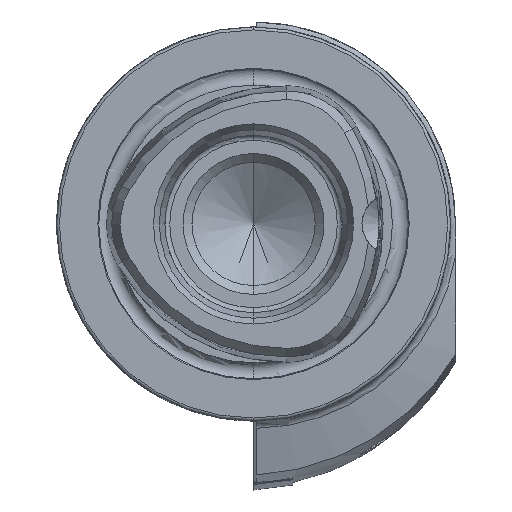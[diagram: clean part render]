
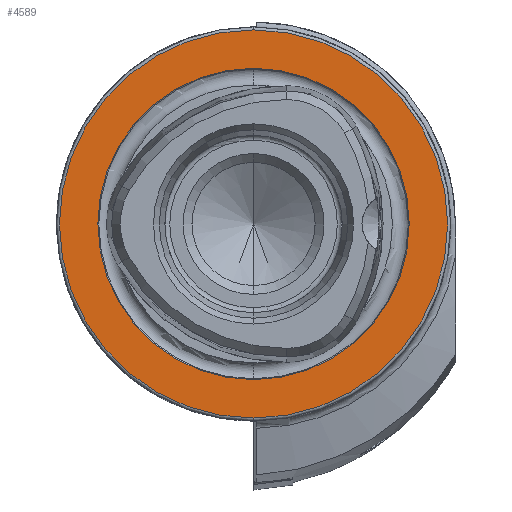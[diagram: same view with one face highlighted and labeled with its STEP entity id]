
A CAD part, left-side view. The second image highlights one B-rep face of the part: STEP entity #4589.
In plain terms, the highlighted planar face has unit normal (-1, 0, 0).
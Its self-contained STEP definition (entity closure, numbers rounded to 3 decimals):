
#259 = CARTESIAN_POINT ( 'NONE',  ( 0., 0., 19.7 ) ) ;
#328 = CARTESIAN_POINT ( 'NONE',  ( 0., 0., -19.7 ) ) ;
#335 = CARTESIAN_POINT ( 'NONE',  ( 0., 0., 15.8 ) ) ;
#391 = CARTESIAN_POINT ( 'NONE',  ( 0., 0., -15.8 ) ) ;
#1035 = EDGE_CURVE ( 'NONE', #6710, #6615, #7424, .T. ) ;
#1983 = CIRCLE ( 'NONE', #9051, 15.8 ) ;
#2021 = CIRCLE ( 'NONE', #4961, 19.7 ) ;
#2621 = CARTESIAN_POINT ( 'NONE',  ( 0., 0., 0. ) ) ;
#2689 = DIRECTION ( 'NONE',  ( -1., 0., 0. ) ) ;
#2737 = DIRECTION ( 'NONE',  ( 0., 0., 1. ) ) ;
#3744 = CARTESIAN_POINT ( 'NONE',  ( 0., 15.8, 0. ) ) ;
#3747 = PLANE ( 'NONE',  #4855 ) ;
#3749 = DIRECTION ( 'NONE',  ( 1., 0., 0. ) ) ;
#3750 = DIRECTION ( 'NONE',  ( 0., 0., -1. ) ) ;
#4331 = EDGE_CURVE ( 'NONE', #6615, #6710, #1983, .T. ) ;
#4365 = EDGE_CURVE ( 'NONE', #6600, #6478, #9449, .T. ) ;
#4589 = ADVANCED_FACE ( 'NONE', ( #5003, #5000 ), #3747, .F. ) ;
#4855 = AXIS2_PLACEMENT_3D ( 'NONE', #3744, #3749, #3750 ) ;
#4961 = AXIS2_PLACEMENT_3D ( 'NONE', #9911, #9912, #9913 ) ;
#5000 = FACE_OUTER_BOUND ( 'NONE', #8144, .T. ) ;
#5003 = FACE_BOUND ( 'NONE', #8107, .T. ) ;
#6247 = EDGE_CURVE ( 'NONE', #6478, #6600, #2021, .T. ) ;
#6478 = VERTEX_POINT ( 'NONE', #259 ) ;
#6600 = VERTEX_POINT ( 'NONE', #328 ) ;
#6615 = VERTEX_POINT ( 'NONE', #335 ) ;
#6710 = VERTEX_POINT ( 'NONE', #391 ) ;
#7080 = ORIENTED_EDGE ( 'NONE', *, *, #4365, .T. ) ;
#7088 = ORIENTED_EDGE ( 'NONE', *, *, #6247, .T. ) ;
#7159 = ORIENTED_EDGE ( 'NONE', *, *, #4331, .F. ) ;
#7164 = ORIENTED_EDGE ( 'NONE', *, *, #1035, .F. ) ;
#7424 = CIRCLE ( 'NONE', #8938, 15.8 ) ;
#7458 = CARTESIAN_POINT ( 'NONE',  ( 0., 0., 0. ) ) ;
#7459 = DIRECTION ( 'NONE',  ( -1., 0., 0. ) ) ;
#7462 = DIRECTION ( 'NONE',  ( 0., 0., 1. ) ) ;
#8107 = EDGE_LOOP ( 'NONE', ( #7159, #7164 ) ) ;
#8144 = EDGE_LOOP ( 'NONE', ( #7088, #7080 ) ) ;
#8938 = AXIS2_PLACEMENT_3D ( 'NONE', #9279, #9299, #9313 ) ;
#9051 = AXIS2_PLACEMENT_3D ( 'NONE', #2621, #2689, #2737 ) ;
#9062 = AXIS2_PLACEMENT_3D ( 'NONE', #7458, #7459, #7462 ) ;
#9279 = CARTESIAN_POINT ( 'NONE',  ( 0., 0., 0. ) ) ;
#9299 = DIRECTION ( 'NONE',  ( -1., 0., 0. ) ) ;
#9313 = DIRECTION ( 'NONE',  ( 0., 0., 1. ) ) ;
#9449 = CIRCLE ( 'NONE', #9062, 19.7 ) ;
#9911 = CARTESIAN_POINT ( 'NONE',  ( 0., 0., 0. ) ) ;
#9912 = DIRECTION ( 'NONE',  ( -1., 0., 0. ) ) ;
#9913 = DIRECTION ( 'NONE',  ( 0., 0., 1. ) ) ;
